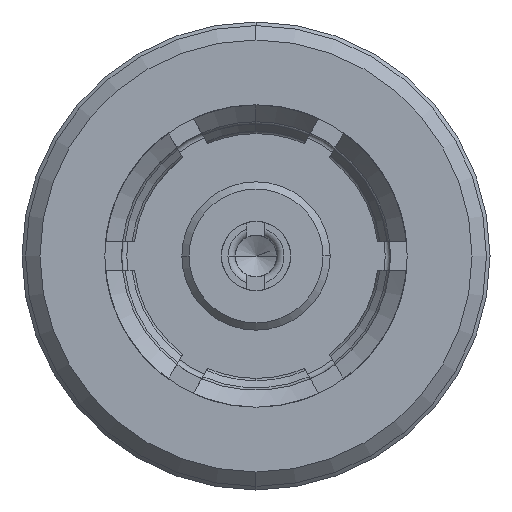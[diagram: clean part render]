
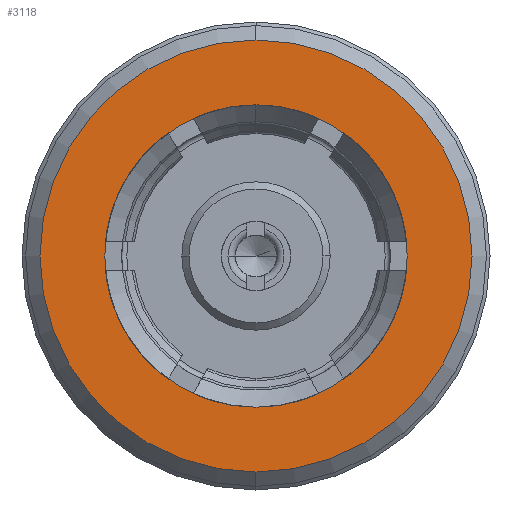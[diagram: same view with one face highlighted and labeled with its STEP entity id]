
A CAD part, left-side view. The second image highlights one B-rep face of the part: STEP entity #3118.
In plain terms, the highlighted planar face has unit normal (-1, 0, 0).
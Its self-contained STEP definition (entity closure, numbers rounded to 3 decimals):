
#97 = EDGE_LOOP ( 'NONE', ( #6594, #1556 ) ) ;
#263 = AXIS2_PLACEMENT_3D ( 'NONE', #3107, #7418, #3731 ) ;
#341 = CIRCLE ( 'NONE', #5068, 2.1 ) ;
#348 = FACE_BOUND ( 'NONE', #97, .T. ) ;
#450 = EDGE_CURVE ( 'NONE', #1835, #2369, #7777, .T. ) ;
#488 = CARTESIAN_POINT ( 'NONE',  ( -2.2, 0., 2.1 ) ) ;
#1095 = DIRECTION ( 'NONE',  ( -1., 0., 0. ) ) ;
#1260 = DIRECTION ( 'NONE',  ( 0., 0., -1. ) ) ;
#1556 = ORIENTED_EDGE ( 'NONE', *, *, #4482, .F. ) ;
#1835 = VERTEX_POINT ( 'NONE', #3988 ) ;
#1839 = DIRECTION ( 'NONE',  ( -1., 0., 0. ) ) ;
#2012 = CARTESIAN_POINT ( 'NONE',  ( -2.2, 0., 0. ) ) ;
#2369 = VERTEX_POINT ( 'NONE', #5019 ) ;
#2629 = DIRECTION ( 'NONE',  ( 0., 0., 1. ) ) ;
#2896 = EDGE_LOOP ( 'NONE', ( #6876, #5686 ) ) ;
#2949 = DIRECTION ( 'NONE',  ( 0., 0., -1. ) ) ;
#3107 = CARTESIAN_POINT ( 'NONE',  ( -2.2, 0., 0. ) ) ;
#3118 = ADVANCED_FACE ( 'NONE', ( #6898, #348 ), #3198, .F. ) ;
#3198 = PLANE ( 'NONE',  #6212 ) ;
#3713 = EDGE_CURVE ( 'NONE', #5787, #5696, #4062, .T. ) ;
#3727 = EDGE_CURVE ( 'NONE', #2369, #1835, #5119, .T. ) ;
#3731 = DIRECTION ( 'NONE',  ( 0., 0., -1. ) ) ;
#3988 = CARTESIAN_POINT ( 'NONE',  ( -2.2, 0., 3. ) ) ;
#4062 = CIRCLE ( 'NONE', #5750, 2.1 ) ;
#4081 = AXIS2_PLACEMENT_3D ( 'NONE', #4155, #1095, #2949 ) ;
#4155 = CARTESIAN_POINT ( 'NONE',  ( -2.2, 0., 0. ) ) ;
#4482 = EDGE_CURVE ( 'NONE', #5696, #5787, #341, .T. ) ;
#5019 = CARTESIAN_POINT ( 'NONE',  ( -2.2, 0., -3. ) ) ;
#5068 = AXIS2_PLACEMENT_3D ( 'NONE', #2012, #6332, #2629 ) ;
#5119 = CIRCLE ( 'NONE', #263, 3. ) ;
#5533 = CARTESIAN_POINT ( 'NONE',  ( -2.2, 0., 0. ) ) ;
#5575 = DIRECTION ( 'NONE',  ( 1., 0., 0. ) ) ;
#5686 = ORIENTED_EDGE ( 'NONE', *, *, #450, .T. ) ;
#5696 = VERTEX_POINT ( 'NONE', #6127 ) ;
#5750 = AXIS2_PLACEMENT_3D ( 'NONE', #5533, #1839, #6149 ) ;
#5787 = VERTEX_POINT ( 'NONE', #488 ) ;
#6127 = CARTESIAN_POINT ( 'NONE',  ( -2.2, 0., -2.1 ) ) ;
#6149 = DIRECTION ( 'NONE',  ( 0., 0., 1. ) ) ;
#6185 = CARTESIAN_POINT ( 'NONE',  ( -2.2, 2.65, 0. ) ) ;
#6212 = AXIS2_PLACEMENT_3D ( 'NONE', #6185, #5575, #1260 ) ;
#6332 = DIRECTION ( 'NONE',  ( -1., 0., 0. ) ) ;
#6594 = ORIENTED_EDGE ( 'NONE', *, *, #3713, .F. ) ;
#6876 = ORIENTED_EDGE ( 'NONE', *, *, #3727, .T. ) ;
#6898 = FACE_OUTER_BOUND ( 'NONE', #2896, .T. ) ;
#7418 = DIRECTION ( 'NONE',  ( -1., 0., 0. ) ) ;
#7777 = CIRCLE ( 'NONE', #4081, 3. ) ;
